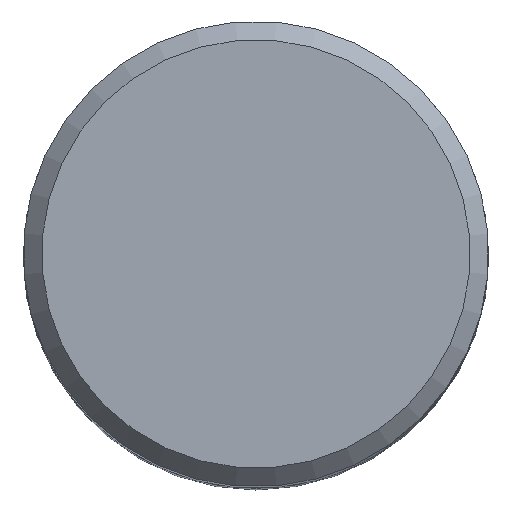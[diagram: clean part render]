
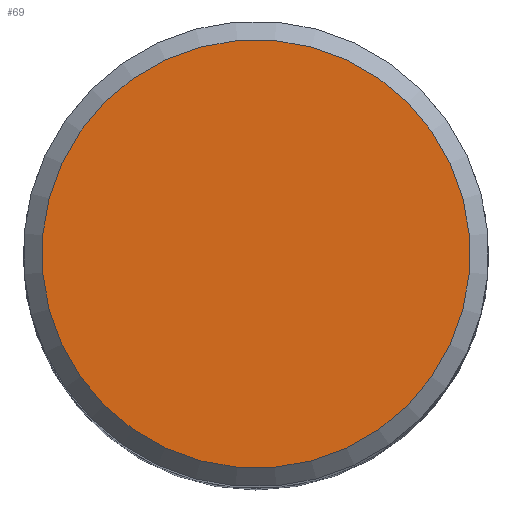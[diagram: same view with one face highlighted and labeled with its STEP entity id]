
A CAD part, top view. The second image highlights one B-rep face of the part: STEP entity #69.
In plain terms, the highlighted planar face has unit normal (0, 0, 1).
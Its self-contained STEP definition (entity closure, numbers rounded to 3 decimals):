
#69=ADVANCED_FACE('',(#352),#354,.T.);
#352=FACE_BOUND('',#353,.T.);
#353=EDGE_LOOP('',(#423));
#354=PLANE('',#355);
#355=AXIS2_PLACEMENT_3D('',#356,#357,#358);
#356=CARTESIAN_POINT('',(0.,0.,200.5));
#357=DIRECTION('',(0.,0.,1.));
#358=DIRECTION('',(0.906,0.422,0.));
#423=ORIENTED_EDGE('',*,*,#633,.T.);
#633=EDGE_CURVE('',#708,#708,#709,.T.);
#708=VERTEX_POINT('',#881);
#709=CIRCLE('',#882,23.);
#881=CARTESIAN_POINT('',(20.847,9.716,200.5));
#882=AXIS2_PLACEMENT_3D('',#883,#884,#885);
#883=CARTESIAN_POINT('',(0.,0.,200.5));
#884=DIRECTION('',(0.,0.,1.));
#885=DIRECTION('',(0.906,0.422,0.));
